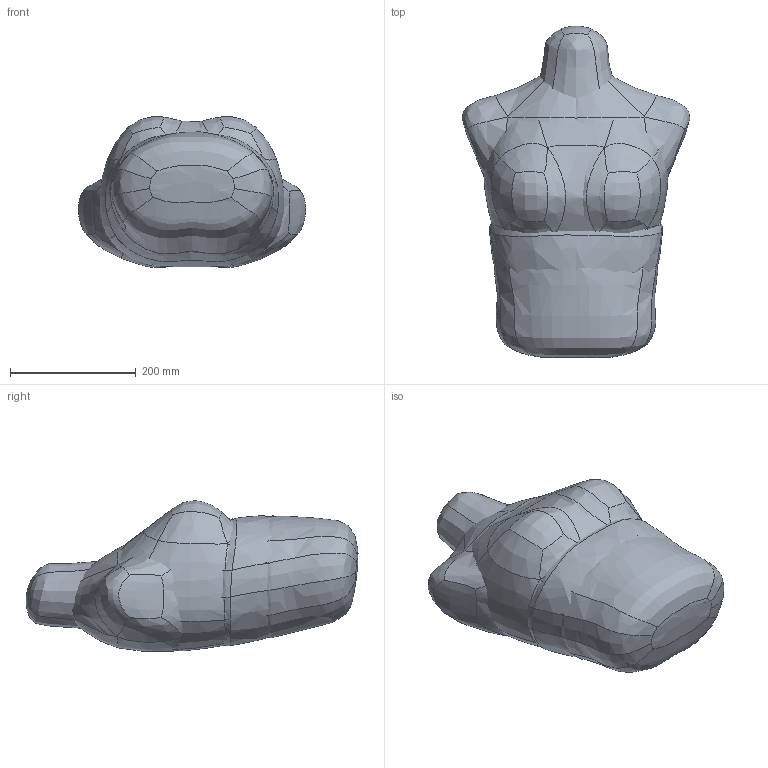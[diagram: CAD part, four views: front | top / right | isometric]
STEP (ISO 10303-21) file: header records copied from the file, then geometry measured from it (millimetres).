
FILE_DESCRIPTION(/* description */ (''),/* implementation_level */ '2;1');
FILE_NAME(/* name */ 'èº¯å¹²',/* time_stamp */ '2016-01-11T17:41:04+08:00',/* author */ (''),/* organization */ (''),/* preprocessor_version */ 'ST-DEVELOPER v14',/* originating_system */ '',/* authorisation */ '');
FILE_SCHEMA (('CONFIG_CONTROL_DESIGN'));
Length unit declared in the file: millimetre
Products named in the file (8): Document; Zygote_Female_Spandex; ZFS_Left_Shoulder; ZFS_Upper_Abdomen; ZFS_Chest; ZFS_Right_Shoulder; ZFS_Lower_Abdomen; ZFS_Neck
Assembly tree (7 placements, depth 3):
  Document
    Zygote_Female_Spandex
      ZFS_Left_Shoulder
      ZFS_Upper_Abdomen
      ZFS_Chest
      ZFS_Right_Shoulder
      ZFS_Lower_Abdomen
      ZFS_Neck
Bounding box: 362.07 x 528.36 x 239.69 mm (x, y, z)
Volume: 27645606.8 mm3; surface area: 927242 mm2
Topology: 5 solids, 6 shells, 90 faces, 198 edges, 106 vertices
Faces by surface type: bspline 90
Entity records: 15106 total; most frequent: CARTESIAN_POINT 13345, ORIENTED_EDGE 368, EDGE_CURVE 198, VERTEX_POINT 106, ADVANCED_FACE 90, FACE_OUTER_BOUND 90, EDGE_LOOP 90, ORGANIZATION 56
